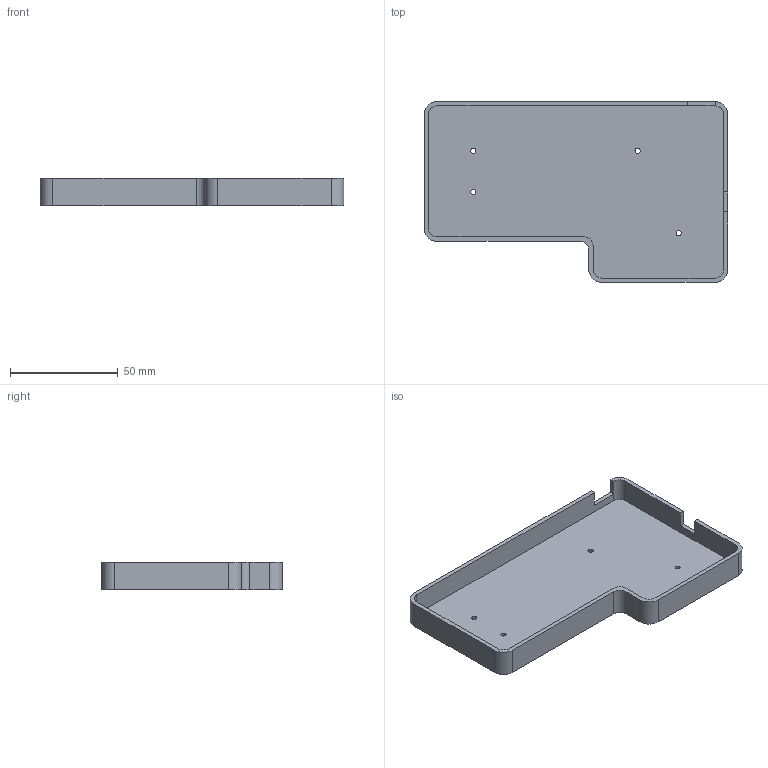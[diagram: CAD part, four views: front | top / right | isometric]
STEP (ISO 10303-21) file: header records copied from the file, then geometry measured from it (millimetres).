
FILE_DESCRIPTION(('FreeCAD Model'),'2;1');
FILE_NAME('Open CASCADE Shape Model','2021-12-24T10:59:15',('Author'),( ''),'Open CASCADE STEP processor 7.4','FreeCAD','Unknown');
FILE_SCHEMA(('AUTOMOTIVE_DESIGN { 1 0 10303 214 1 1 1 1 }'));
Length unit declared in the file: millimetre
Products named in the file (1): Body
Bounding box: 141.03 x 83.88 x 12.6 mm (x, y, z)
Volume: 25679.9 mm3; surface area: 30571.1 mm2
Topology: 1 solids, 1 shells, 38 faces, 107 edges, 71 vertices
Faces by surface type: plane 22, cylinder 16
Full cylindrical faces by diameter (mm): 2.4 x4
Entity records: 1273 total; most frequent: CARTESIAN_POINT 217, DIRECTION 217, ORIENTED_EDGE 214, EDGE_CURVE 107, LINE 75, VECTOR 75, AXIS2_PLACEMENT_3D 71, VERTEX_POINT 71
